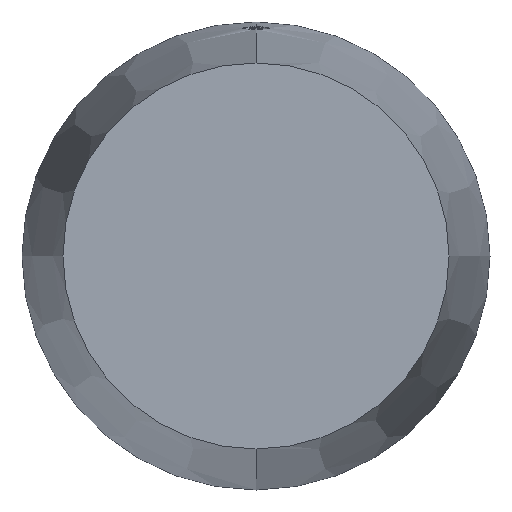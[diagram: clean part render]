
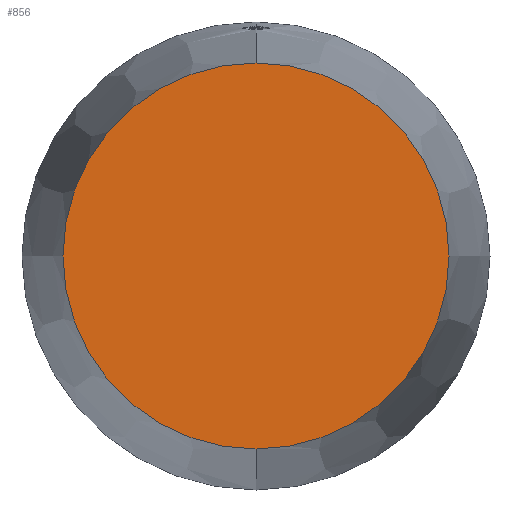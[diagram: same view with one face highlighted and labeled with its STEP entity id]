
A CAD part, front view. The second image highlights one B-rep face of the part: STEP entity #856.
In plain terms, the highlighted planar face has unit normal (0, -1, 0).
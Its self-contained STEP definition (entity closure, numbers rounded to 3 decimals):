
#24 = AXIS2_PLACEMENT_3D ( 'NONE', #443, #548, #266 ) ;
#32 = CARTESIAN_POINT ( 'NONE',  ( 0., 0., -701.269 ) ) ;
#157 = CIRCLE ( 'NONE', #484, 701.269 ) ;
#159 = EDGE_CURVE ( 'NONE', #610, #904, #505, .T. ) ;
#266 = DIRECTION ( 'NONE',  ( 0., 0., -1. ) ) ;
#325 = DIRECTION ( 'NONE',  ( 0., 0., -1. ) ) ;
#365 = DIRECTION ( 'NONE',  ( 0., -1., 0. ) ) ;
#396 = DIRECTION ( 'NONE',  ( 0., -1., 0. ) ) ;
#443 = CARTESIAN_POINT ( 'NONE',  ( 0., 0., 0. ) ) ;
#457 = PLANE ( 'NONE',  #932 ) ;
#484 = AXIS2_PLACEMENT_3D ( 'NONE', #516, #396, #325 ) ;
#505 = CIRCLE ( 'NONE', #24, 701.269 ) ;
#516 = CARTESIAN_POINT ( 'NONE',  ( 0., 0., 0. ) ) ;
#548 = DIRECTION ( 'NONE',  ( 0., -1., 0. ) ) ;
#609 = CARTESIAN_POINT ( 'NONE',  ( 0., 0., 701.269 ) ) ;
#610 = VERTEX_POINT ( 'NONE', #32 ) ;
#741 = DIRECTION ( 'NONE',  ( 0., 0., -1. ) ) ;
#794 = ORIENTED_EDGE ( 'NONE', *, *, #159, .T. ) ;
#820 = ORIENTED_EDGE ( 'NONE', *, *, #1002, .T. ) ;
#835 = CARTESIAN_POINT ( 'NONE',  ( 0., 0., 0. ) ) ;
#856 = ADVANCED_FACE ( 'NONE', ( #924 ), #457, .T. ) ;
#904 = VERTEX_POINT ( 'NONE', #609 ) ;
#924 = FACE_OUTER_BOUND ( 'NONE', #947, .T. ) ;
#932 = AXIS2_PLACEMENT_3D ( 'NONE', #835, #365, #741 ) ;
#947 = EDGE_LOOP ( 'NONE', ( #820, #794 ) ) ;
#1002 = EDGE_CURVE ( 'NONE', #904, #610, #157, .T. ) ;
